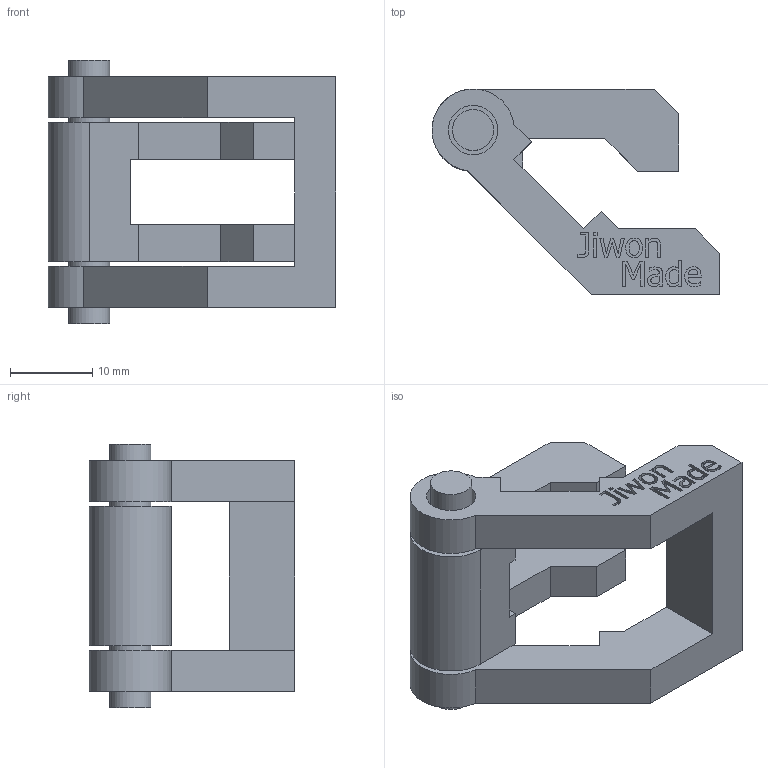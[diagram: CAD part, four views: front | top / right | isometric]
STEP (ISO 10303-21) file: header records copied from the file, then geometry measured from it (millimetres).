
FILE_DESCRIPTION(/* description */ (''),/* implementation_level */ '2;1');
FILE_NAME(/* name */ '10-3.stp',/* time_stamp */ '2021-09-12T11:09:55+09:00',/* author */ ('서울공업고등학교'),/* organization */ (''),/* preprocessor_version */ 'ST-DEVELOPER v18.1',/* originating_system */ 'Autodesk Inventor 2022',/* authorisation */ '');
FILE_SCHEMA (('AUTOMOTIVE_DESIGN { 1 0 10303 214 3 1 1 }'));
Length unit declared in the file: millimetre
Products named in the file (3): 10-3; 10-1; 10-2
Assembly tree (2 placements, depth 2):
  10-3
    10-1
    10-2
Bounding box: 35 x 25 x 32 mm (x, y, z)
Volume: 6433.6 mm3; surface area: 4768.2 mm2
Topology: 2 solids, 2 shells, 188 faces, 504 edges, 336 vertices
Faces by surface type: plane 123, bspline 58, cylinder 7
Full cylindrical faces by diameter (mm): 5 x2, 6 x2
Entity records: 6223 total; most frequent: CARTESIAN_POINT 1787, ORIENTED_EDGE 1008, DIRECTION 672, EDGE_CURVE 504, LINE 374, VECTOR 374, VERTEX_POINT 336, EDGE_LOOP 208
